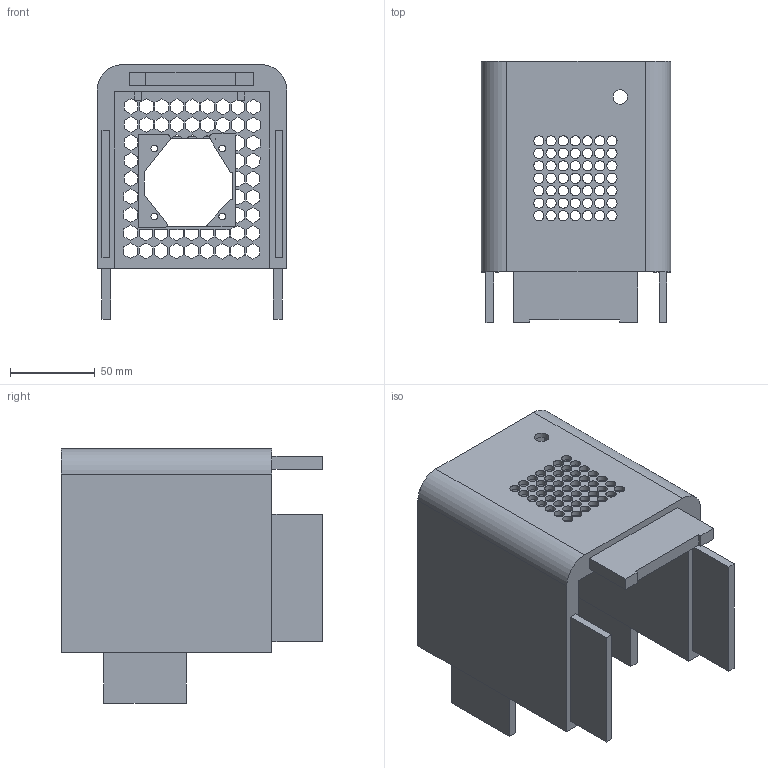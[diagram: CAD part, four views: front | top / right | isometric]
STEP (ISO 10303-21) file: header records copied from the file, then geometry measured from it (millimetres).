
FILE_DESCRIPTION(/* description */ (''),/* implementation_level */ '2;1');
FILE_NAME(/* name */ 'A2-back.step',/* time_stamp */ '2025-11-02T12:59:31+05:30',/* author */ (''),/* organization */ (''),/* preprocessor_version */ 'ST-DEVELOPER v20.1',/* originating_system */ 'Autodesk Translation Framework v14.17.0.0',/* authorisation */ '');
FILE_SCHEMA (('AUTOMOTIVE_DESIGN { 1 0 10303 214 3 1 1 }'));
Length unit declared in the file: millimetre
Products named in the file (1): 2025-11-02-12-59-31-290
Bounding box: 111.6 x 154.11 x 150 mm (x, y, z)
Volume: 480694.4 mm3; surface area: 134220.3 mm2
Topology: 1 solids, 1 shells, 510 faces, 1542 edges, 1028 vertices
Faces by surface type: plane 449, cylinder 61
Full cylindrical faces by diameter (mm): 4 x4, 6 x49, 8.532 x1
Entity records: 17548 total; most frequent: ORIENTED_EDGE 3084, CARTESIAN_POINT 3081, DIRECTION 2690, EDGE_CURVE 1542, LINE 1416, VECTOR 1416, VERTEX_POINT 1028, EDGE_LOOP 732
